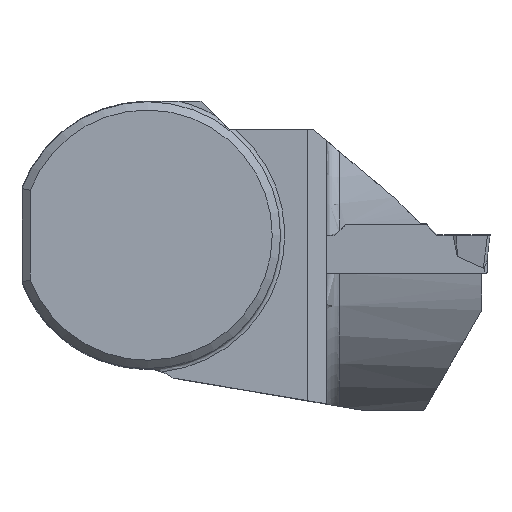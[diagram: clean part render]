
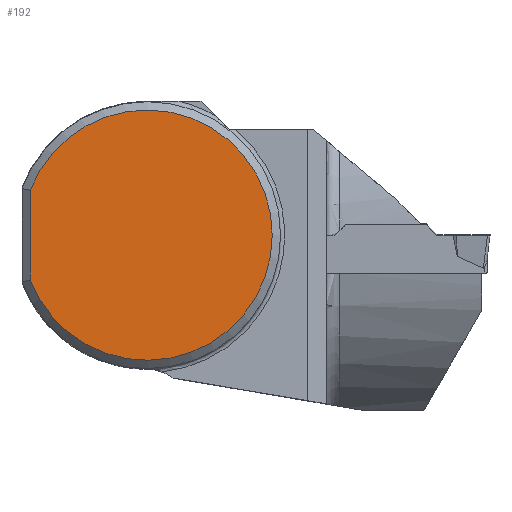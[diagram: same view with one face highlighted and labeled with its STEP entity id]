
A CAD part, top view. The second image highlights one B-rep face of the part: STEP entity #192.
In plain terms, the highlighted planar face has unit normal (0, 0, 1).
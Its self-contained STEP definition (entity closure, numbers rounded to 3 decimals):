
#139=PLANE('',#1484);
#192=ADVANCED_FACE('',(#272),#139,.F.);
#272=FACE_OUTER_BOUND('',#340,.T.);
#340=EDGE_LOOP('',(#742,#743));
#409=CIRCLE('',#1483,15.);
#457=LINE('',#2096,#579);
#579=VECTOR('',#1672,1.);
#742=ORIENTED_EDGE('',*,*,#1240,.F.);
#743=ORIENTED_EDGE('',*,*,#1241,.T.);
#1106=VERTEX_POINT('',#2097);
#1107=VERTEX_POINT('',#2098);
#1240=EDGE_CURVE('',#1106,#1107,#457,.T.);
#1241=EDGE_CURVE('',#1106,#1107,#409,.T.);
#1483=AXIS2_PLACEMENT_3D('',#2099,#1673,#1674);
#1484=AXIS2_PLACEMENT_3D('',#2100,#1675,#1676);
#1672=DIRECTION('',(0.,1.,0.));
#1673=DIRECTION('',(0.,0.,1.));
#1674=DIRECTION('',(1.,0.,0.));
#1675=DIRECTION('',(0.,0.,-1.));
#1676=DIRECTION('',(1.,0.,0.));
#2096=CARTESIAN_POINT('',(-14.,0.,0.325));
#2097=CARTESIAN_POINT('',(-14.,-5.385,0.325));
#2098=CARTESIAN_POINT('',(-14.,5.385,0.325));
#2099=CARTESIAN_POINT('',(0.,0.,0.325));
#2100=CARTESIAN_POINT('',(0.,0.,0.325));
